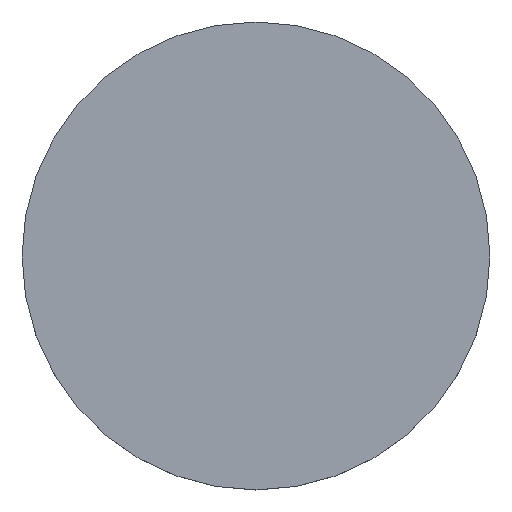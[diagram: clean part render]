
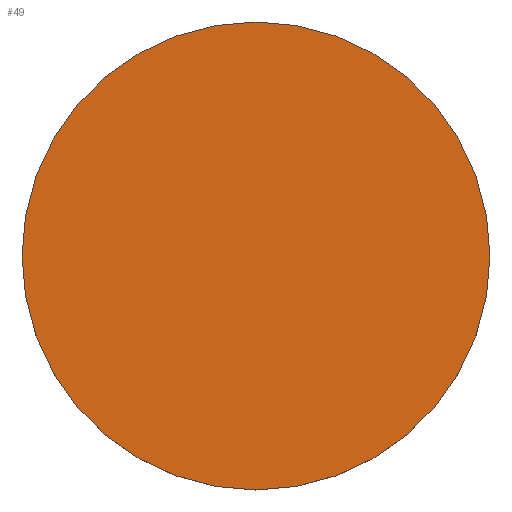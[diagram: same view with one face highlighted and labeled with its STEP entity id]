
A CAD part, top view. The second image highlights one B-rep face of the part: STEP entity #49.
In plain terms, the highlighted planar face has unit normal (0, 0, 1).
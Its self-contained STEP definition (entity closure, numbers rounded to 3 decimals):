
#19 = CIRCLE ( 'NONE', #90, 15. ) ;
#20 = CARTESIAN_POINT ( 'NONE',  ( 93.615, 61.563, 2.3 ) ) ;
#22 = CARTESIAN_POINT ( 'NONE',  ( 108.615, 61.563, 2.3 ) ) ;
#23 = EDGE_CURVE ( 'NONE', #85, #87, #106, .T. ) ;
#25 = ORIENTED_EDGE ( 'NONE', *, *, #23, .T. ) ;
#37 = DIRECTION ( 'NONE',  ( 1., 0., 0. ) ) ;
#39 = CARTESIAN_POINT ( 'NONE',  ( 123.615, 61.563, 2.3 ) ) ;
#48 = AXIS2_PLACEMENT_3D ( 'NONE', #102, #134, #69 ) ;
#49 = ADVANCED_FACE ( 'NONE', ( #116 ), #50, .T. ) ;
#50 = PLANE ( 'NONE',  #73 ) ;
#59 = DIRECTION ( 'NONE',  ( 0., 0., 1. ) ) ;
#60 = ORIENTED_EDGE ( 'NONE', *, *, #97, .T. ) ;
#69 = DIRECTION ( 'NONE',  ( 1., 0., 0. ) ) ;
#73 = AXIS2_PLACEMENT_3D ( 'NONE', #22, #59, #37 ) ;
#80 = DIRECTION ( 'NONE',  ( 1., 0., 0. ) ) ;
#85 = VERTEX_POINT ( 'NONE', #20 ) ;
#87 = VERTEX_POINT ( 'NONE', #39 ) ;
#90 = AXIS2_PLACEMENT_3D ( 'NONE', #128, #94, #80 ) ;
#94 = DIRECTION ( 'NONE',  ( 0., 0., 1. ) ) ;
#97 = EDGE_CURVE ( 'NONE', #87, #85, #19, .T. ) ;
#102 = CARTESIAN_POINT ( 'NONE',  ( 108.615, 61.563, 2.3 ) ) ;
#106 = CIRCLE ( 'NONE', #48, 15. ) ;
#112 = EDGE_LOOP ( 'NONE', ( #25, #60 ) ) ;
#116 = FACE_OUTER_BOUND ( 'NONE', #112, .T. ) ;
#128 = CARTESIAN_POINT ( 'NONE',  ( 108.615, 61.563, 2.3 ) ) ;
#134 = DIRECTION ( 'NONE',  ( 0., 0., 1. ) ) ;
